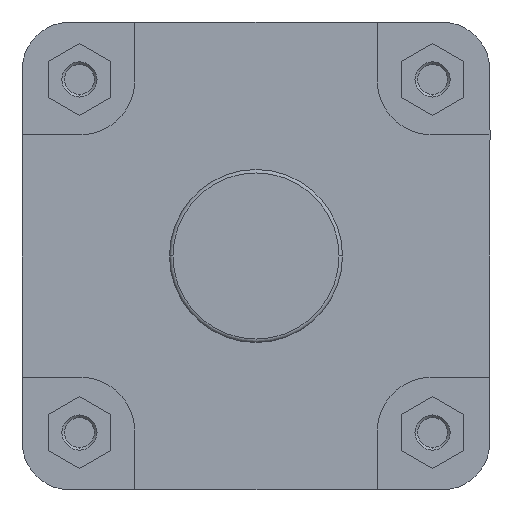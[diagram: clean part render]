
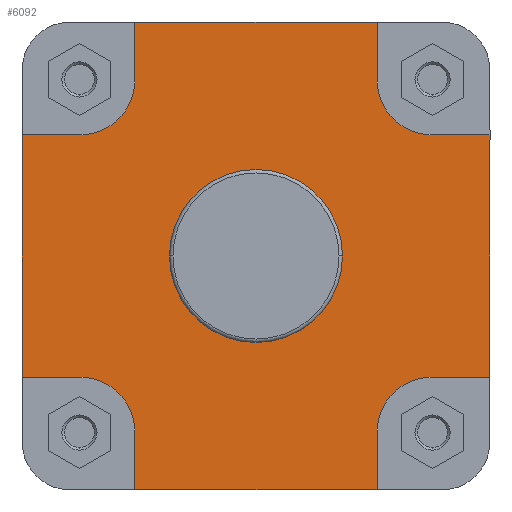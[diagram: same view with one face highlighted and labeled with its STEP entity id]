
A CAD part, left-side view. The second image highlights one B-rep face of the part: STEP entity #6092.
In plain terms, the highlighted planar face has unit normal (-1, 0, 0).
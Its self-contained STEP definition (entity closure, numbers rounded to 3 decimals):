
#283 = VERTEX_POINT ( 'NONE', #4424 ) ;
#284 = VERTEX_POINT ( 'NONE', #4425 ) ;
#357 = VERTEX_POINT ( 'NONE', #4498 ) ;
#358 = VERTEX_POINT ( 'NONE', #4499 ) ;
#359 = VERTEX_POINT ( 'NONE', #4500 ) ;
#360 = VERTEX_POINT ( 'NONE', #4501 ) ;
#361 = VERTEX_POINT ( 'NONE', #4502 ) ;
#362 = VERTEX_POINT ( 'NONE', #4503 ) ;
#363 = VERTEX_POINT ( 'NONE', #4504 ) ;
#364 = VERTEX_POINT ( 'NONE', #4505 ) ;
#365 = VERTEX_POINT ( 'NONE', #4506 ) ;
#366 = VERTEX_POINT ( 'NONE', #4507 ) ;
#367 = VERTEX_POINT ( 'NONE', #4508 ) ;
#368 = VERTEX_POINT ( 'NONE', #4509 ) ;
#369 = VERTEX_POINT ( 'NONE', #4510 ) ;
#370 = VERTEX_POINT ( 'NONE', #4511 ) ;
#371 = VERTEX_POINT ( 'NONE', #4512 ) ;
#372 = VERTEX_POINT ( 'NONE', #4513 ) ;
#555 = EDGE_LOOP ( 'NONE', ( #3502, #3503 ) ) ;
#560 = EDGE_LOOP ( 'NONE', ( #3504, #3505, #3506, #3507, #3508, #3509, #3510, #3511, #3512, #3513, #3514, #3515, #3516, #3517, #3518, #3519 ) ) ;
#837 = CIRCLE ( 'NONE', #7053, 49.9 ) ;
#973 = LINE ( 'NONE', #1924, #974 ) ;
#974 = VECTOR ( 'NONE', #1925, 1000. ) ;
#982 = LINE ( 'NONE', #1937, #983 ) ;
#983 = VECTOR ( 'NONE', #1938, 1000. ) ;
#985 = VECTOR ( 'NONE', #1947, 1000. ) ;
#986 = VECTOR ( 'NONE', #1952, 1000. ) ;
#987 = CIRCLE ( 'NONE', #7082, 49.9 ) ;
#988 = LINE ( 'NONE', #1941, #985 ) ;
#989 = CIRCLE ( 'NONE', #7081, 31. ) ;
#990 = LINE ( 'NONE', #1951, #993 ) ;
#991 = LINE ( 'NONE', #1946, #986 ) ;
#992 = CIRCLE ( 'NONE', #7083, 31. ) ;
#993 = VECTOR ( 'NONE', #1953, 1000. ) ;
#994 = VECTOR ( 'NONE', #1961, 1000. ) ;
#995 = LINE ( 'NONE', #1955, #996 ) ;
#996 = VECTOR ( 'NONE', #1956, 1000. ) ;
#997 = LINE ( 'NONE', #1960, #1000 ) ;
#998 = LINE ( 'NONE', #1954, #994 ) ;
#999 = CIRCLE ( 'NONE', #7084, 31. ) ;
#1000 = VECTOR ( 'NONE', #1962, 1000. ) ;
#1001 = VECTOR ( 'NONE', #1970, 1000. ) ;
#1002 = LINE ( 'NONE', #1964, #1003 ) ;
#1003 = VECTOR ( 'NONE', #1965, 1000. ) ;
#1004 = LINE ( 'NONE', #1969, #1007 ) ;
#1005 = LINE ( 'NONE', #1963, #1001 ) ;
#1006 = CIRCLE ( 'NONE', #7085, 31. ) ;
#1007 = VECTOR ( 'NONE', #1971, 1000. ) ;
#1009 = LINE ( 'NONE', #1973, #1010 ) ;
#1010 = VECTOR ( 'NONE', #1974, 1000. ) ;
#1734 = CARTESIAN_POINT ( 'NONE',  ( 14., 0., 0. ) ) ;
#1736 = DIRECTION ( 'NONE',  ( -1., 0., 0. ) ) ;
#1737 = DIRECTION ( 'NONE',  ( 0., -1., 0. ) ) ;
#1924 = CARTESIAN_POINT ( 'NONE',  ( 14., 70., -135. ) ) ;
#1925 = DIRECTION ( 'NONE',  ( 0., 0., 1. ) ) ;
#1936 = CARTESIAN_POINT ( 'NONE',  ( 14., 101., -101. ) ) ;
#1937 = CARTESIAN_POINT ( 'NONE',  ( 14., -70., -101. ) ) ;
#1938 = DIRECTION ( 'NONE',  ( 0., 0., -1. ) ) ;
#1939 = CARTESIAN_POINT ( 'NONE',  ( 14., 0., 0. ) ) ;
#1941 = CARTESIAN_POINT ( 'NONE',  ( 14., -297.141, -135. ) ) ;
#1942 = DIRECTION ( 'NONE',  ( -1., 0., 0. ) ) ;
#1943 = DIRECTION ( 'NONE',  ( 0., -1., 0. ) ) ;
#1944 = DIRECTION ( 'NONE',  ( -1., 0., 0. ) ) ;
#1945 = DIRECTION ( 'NONE',  ( 0., 1., 0. ) ) ;
#1946 = CARTESIAN_POINT ( 'NONE',  ( 14., -135., -70. ) ) ;
#1947 = DIRECTION ( 'NONE',  ( 0., -1., 0. ) ) ;
#1948 = CARTESIAN_POINT ( 'NONE',  ( 14., -101., -101. ) ) ;
#1949 = DIRECTION ( 'NONE',  ( -1., 0., 0. ) ) ;
#1950 = DIRECTION ( 'NONE',  ( 0., 0., -1. ) ) ;
#1951 = CARTESIAN_POINT ( 'NONE',  ( 14., -135., 0. ) ) ;
#1952 = DIRECTION ( 'NONE',  ( 0., 1., 0. ) ) ;
#1953 = DIRECTION ( 'NONE',  ( 0., 0., 1. ) ) ;
#1954 = CARTESIAN_POINT ( 'NONE',  ( 14., -70., 135. ) ) ;
#1955 = CARTESIAN_POINT ( 'NONE',  ( 14., -101., 70. ) ) ;
#1956 = DIRECTION ( 'NONE',  ( 0., -1., 0. ) ) ;
#1957 = CARTESIAN_POINT ( 'NONE',  ( 14., -101., 101. ) ) ;
#1958 = DIRECTION ( 'NONE',  ( -1., 0., 0. ) ) ;
#1959 = DIRECTION ( 'NONE',  ( 0., -1., 0. ) ) ;
#1960 = CARTESIAN_POINT ( 'NONE',  ( 14., -297.141, 135. ) ) ;
#1961 = DIRECTION ( 'NONE',  ( 0., 0., -1. ) ) ;
#1962 = DIRECTION ( 'NONE',  ( 0., -1., 0. ) ) ;
#1963 = CARTESIAN_POINT ( 'NONE',  ( 14., 135., 70. ) ) ;
#1964 = CARTESIAN_POINT ( 'NONE',  ( 14., 70., 101. ) ) ;
#1965 = DIRECTION ( 'NONE',  ( 0., 0., 1. ) ) ;
#1966 = CARTESIAN_POINT ( 'NONE',  ( 14., 101., 101. ) ) ;
#1967 = DIRECTION ( 'NONE',  ( -1., 0., 0. ) ) ;
#1968 = DIRECTION ( 'NONE',  ( 0., 0., 1. ) ) ;
#1969 = CARTESIAN_POINT ( 'NONE',  ( 14., 135., 0. ) ) ;
#1970 = DIRECTION ( 'NONE',  ( 0., -1., 0. ) ) ;
#1971 = DIRECTION ( 'NONE',  ( 0., 0., 1. ) ) ;
#1973 = CARTESIAN_POINT ( 'NONE',  ( 14., 101., -70. ) ) ;
#1974 = DIRECTION ( 'NONE',  ( 0., 1., 0. ) ) ;
#3502 = ORIENTED_EDGE ( 'NONE', *, *, #6334, .F. ) ;
#3503 = ORIENTED_EDGE ( 'NONE', *, *, #6423, .F. ) ;
#3504 = ORIENTED_EDGE ( 'NONE', *, *, #6424, .F. ) ;
#3505 = ORIENTED_EDGE ( 'NONE', *, *, #6416, .F. ) ;
#3506 = ORIENTED_EDGE ( 'NONE', *, *, #6425, .T. ) ;
#3507 = ORIENTED_EDGE ( 'NONE', *, *, #6421, .F. ) ;
#3508 = ORIENTED_EDGE ( 'NONE', *, *, #6426, .F. ) ;
#3509 = ORIENTED_EDGE ( 'NONE', *, *, #6427, .F. ) ;
#3510 = ORIENTED_EDGE ( 'NONE', *, *, #6428, .T. ) ;
#3511 = ORIENTED_EDGE ( 'NONE', *, *, #6429, .F. ) ;
#3512 = ORIENTED_EDGE ( 'NONE', *, *, #6430, .F. ) ;
#3513 = ORIENTED_EDGE ( 'NONE', *, *, #6431, .F. ) ;
#3514 = ORIENTED_EDGE ( 'NONE', *, *, #6432, .F. ) ;
#3515 = ORIENTED_EDGE ( 'NONE', *, *, #6433, .F. ) ;
#3516 = ORIENTED_EDGE ( 'NONE', *, *, #6434, .F. ) ;
#3517 = ORIENTED_EDGE ( 'NONE', *, *, #6435, .F. ) ;
#3518 = ORIENTED_EDGE ( 'NONE', *, *, #6436, .F. ) ;
#3519 = ORIENTED_EDGE ( 'NONE', *, *, #6437, .F. ) ;
#4061 = FACE_BOUND ( 'NONE', #555, .T. ) ;
#4064 = FACE_OUTER_BOUND ( 'NONE', #560, .T. ) ;
#4424 = CARTESIAN_POINT ( 'NONE',  ( 14., -49.9, 0. ) ) ;
#4425 = CARTESIAN_POINT ( 'NONE',  ( 14., 49.9, 0. ) ) ;
#4498 = CARTESIAN_POINT ( 'NONE',  ( 14., 70., -101. ) ) ;
#4499 = CARTESIAN_POINT ( 'NONE',  ( 14., 101., -70. ) ) ;
#4500 = CARTESIAN_POINT ( 'NONE',  ( 14., 70., -135. ) ) ;
#4501 = CARTESIAN_POINT ( 'NONE',  ( 14., -70., -135. ) ) ;
#4502 = CARTESIAN_POINT ( 'NONE',  ( 14., -70., -101. ) ) ;
#4503 = CARTESIAN_POINT ( 'NONE',  ( 14., -101., -70. ) ) ;
#4504 = CARTESIAN_POINT ( 'NONE',  ( 14., -135., -70. ) ) ;
#4505 = CARTESIAN_POINT ( 'NONE',  ( 14., -135., 70. ) ) ;
#4506 = CARTESIAN_POINT ( 'NONE',  ( 14., -101., 70. ) ) ;
#4507 = CARTESIAN_POINT ( 'NONE',  ( 14., -70., 101. ) ) ;
#4508 = CARTESIAN_POINT ( 'NONE',  ( 14., -70., 135. ) ) ;
#4509 = CARTESIAN_POINT ( 'NONE',  ( 14., 70., 135. ) ) ;
#4510 = CARTESIAN_POINT ( 'NONE',  ( 14., 70., 101. ) ) ;
#4511 = CARTESIAN_POINT ( 'NONE',  ( 14., 101., 70. ) ) ;
#4512 = CARTESIAN_POINT ( 'NONE',  ( 14., 135., 70. ) ) ;
#4513 = CARTESIAN_POINT ( 'NONE',  ( 14., 135., -70. ) ) ;
#5068 = CARTESIAN_POINT ( 'NONE',  ( 14., 49.9, 0. ) ) ;
#5069 = PLANE ( 'NONE',  #6882 ) ;
#5070 = DIRECTION ( 'NONE',  ( 1., 0., 0. ) ) ;
#5071 = DIRECTION ( 'NONE',  ( 0., 1., 0. ) ) ;
#6092 = ADVANCED_FACE ( 'NONE', ( #4061, #4064 ), #5069, .F. ) ;
#6334 = EDGE_CURVE ( 'NONE', #283, #284, #837, .T. ) ;
#6416 = EDGE_CURVE ( 'NONE', #359, #357, #973, .T. ) ;
#6421 = EDGE_CURVE ( 'NONE', #361, #360, #982, .T. ) ;
#6423 = EDGE_CURVE ( 'NONE', #284, #283, #987, .T. ) ;
#6424 = EDGE_CURVE ( 'NONE', #357, #358, #989, .T. ) ;
#6425 = EDGE_CURVE ( 'NONE', #359, #360, #988, .T. ) ;
#6426 = EDGE_CURVE ( 'NONE', #362, #361, #992, .T. ) ;
#6427 = EDGE_CURVE ( 'NONE', #363, #362, #991, .T. ) ;
#6428 = EDGE_CURVE ( 'NONE', #363, #364, #990, .T. ) ;
#6429 = EDGE_CURVE ( 'NONE', #365, #364, #995, .T. ) ;
#6430 = EDGE_CURVE ( 'NONE', #366, #365, #999, .T. ) ;
#6431 = EDGE_CURVE ( 'NONE', #367, #366, #998, .T. ) ;
#6432 = EDGE_CURVE ( 'NONE', #368, #367, #997, .T. ) ;
#6433 = EDGE_CURVE ( 'NONE', #369, #368, #1002, .T. ) ;
#6434 = EDGE_CURVE ( 'NONE', #370, #369, #1006, .T. ) ;
#6435 = EDGE_CURVE ( 'NONE', #371, #370, #1005, .T. ) ;
#6436 = EDGE_CURVE ( 'NONE', #372, #371, #1004, .T. ) ;
#6437 = EDGE_CURVE ( 'NONE', #358, #372, #1009, .T. ) ;
#6882 = AXIS2_PLACEMENT_3D ( 'NONE', #5068, #5070, #5071 ) ;
#7053 = AXIS2_PLACEMENT_3D ( 'NONE', #1734, #1736, #1737 ) ;
#7081 = AXIS2_PLACEMENT_3D ( 'NONE', #1936, #1944, #1945 ) ;
#7082 = AXIS2_PLACEMENT_3D ( 'NONE', #1939, #1942, #1943 ) ;
#7083 = AXIS2_PLACEMENT_3D ( 'NONE', #1948, #1949, #1950 ) ;
#7084 = AXIS2_PLACEMENT_3D ( 'NONE', #1957, #1958, #1959 ) ;
#7085 = AXIS2_PLACEMENT_3D ( 'NONE', #1966, #1967, #1968 ) ;
